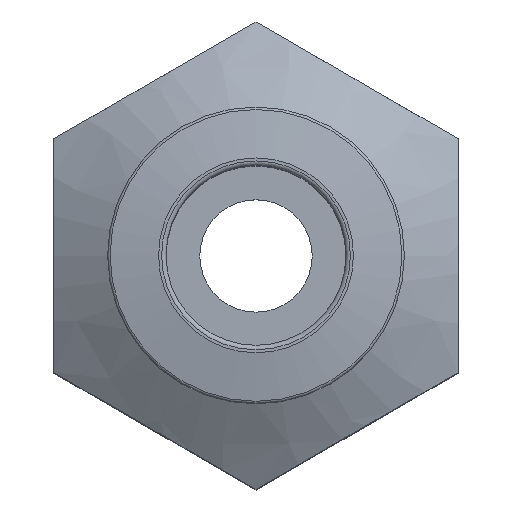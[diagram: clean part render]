
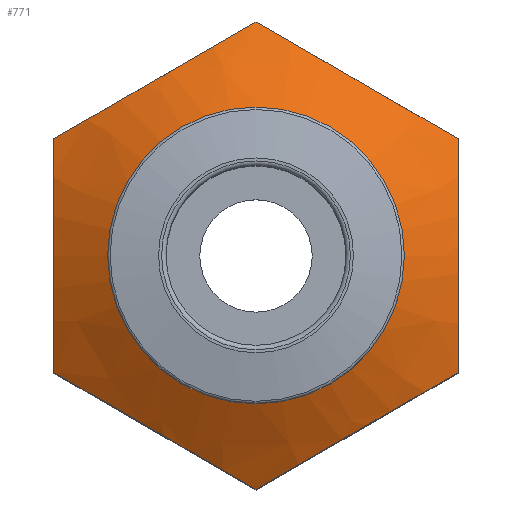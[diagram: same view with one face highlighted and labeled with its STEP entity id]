
A CAD part, top view. The second image highlights one B-rep face of the part: STEP entity #771.
In plain terms, the highlighted conical face has half-angle 60 degrees and reference radius 16.2 mm.
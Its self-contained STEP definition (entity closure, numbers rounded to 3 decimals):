
#135=CIRCLE('',#881,9.9);
#230=ORIENTED_EDGE('',*,*,#395,.T.);
#231=ORIENTED_EDGE('',*,*,#396,.F.);
#232=ORIENTED_EDGE('',*,*,#397,.F.);
#233=ORIENTED_EDGE('',*,*,#398,.F.);
#234=ORIENTED_EDGE('',*,*,#399,.F.);
#235=ORIENTED_EDGE('',*,*,#400,.F.);
#236=ORIENTED_EDGE('',*,*,#401,.F.);
#395=EDGE_CURVE('',#481,#481,#135,.T.);
#396=EDGE_CURVE('',#482,#483,#517,.T.);
#397=EDGE_CURVE('',#484,#482,#518,.T.);
#398=EDGE_CURVE('',#485,#484,#519,.T.);
#399=EDGE_CURVE('',#486,#485,#520,.T.);
#400=EDGE_CURVE('',#487,#486,#521,.T.);
#401=EDGE_CURVE('',#483,#487,#522,.T.);
#481=VERTEX_POINT('',#1361);
#482=VERTEX_POINT('',#1369);
#483=VERTEX_POINT('',#1370);
#484=VERTEX_POINT('',#1378);
#485=VERTEX_POINT('',#1386);
#486=VERTEX_POINT('',#1394);
#487=VERTEX_POINT('',#1402);
#517=B_SPLINE_CURVE_WITH_KNOTS('',3,(#1362,#1363,#1364,#1365,#1366,#1367,
#1368),.UNSPECIFIED.,.F.,.F.,(4,1,1,1,4),(0.017,0.021,
0.025,0.029,0.033),.UNSPECIFIED.);
#518=B_SPLINE_CURVE_WITH_KNOTS('',3,(#1371,#1372,#1373,#1374,#1375,#1376,
#1377),.UNSPECIFIED.,.F.,.F.,(4,1,1,1,4),(0.,0.004,
0.008,0.012,0.016),
 .UNSPECIFIED.);
#519=B_SPLINE_CURVE_WITH_KNOTS('',3,(#1379,#1380,#1381,#1382,#1383,#1384,
#1385),.UNSPECIFIED.,.F.,.F.,(4,1,1,1,4),(0.,0.004,
0.008,0.012,0.016),
 .UNSPECIFIED.);
#520=B_SPLINE_CURVE_WITH_KNOTS('',3,(#1387,#1388,#1389,#1390,#1391,#1392,
#1393),.UNSPECIFIED.,.F.,.F.,(4,1,1,1,4),(0.017,0.021,
0.025,0.029,0.033),.UNSPECIFIED.);
#521=B_SPLINE_CURVE_WITH_KNOTS('',3,(#1395,#1396,#1397,#1398,#1399,#1400,
#1401),.UNSPECIFIED.,.F.,.F.,(4,1,1,1,4),(0.,0.004,
0.008,0.012,0.016),
 .UNSPECIFIED.);
#522=B_SPLINE_CURVE_WITH_KNOTS('',3,(#1403,#1404,#1405,#1406,#1407,#1408,
#1409),.UNSPECIFIED.,.F.,.F.,(4,1,1,1,4),(0.,0.004,
0.008,0.012,0.016),
 .UNSPECIFIED.);
#587=EDGE_LOOP('',(#230));
#588=EDGE_LOOP('',(#231,#232,#233,#234,#235,#236));
#683=FACE_BOUND('',#587,.T.);
#684=FACE_BOUND('',#588,.T.);
#733=CONICAL_SURFACE('',#880,16.2,1.047);
#771=ADVANCED_FACE('',(#683,#684),#733,.T.);
#880=AXIS2_PLACEMENT_3D('',#1359,#1065,#1066);
#881=AXIS2_PLACEMENT_3D('',#1360,#1067,#1068);
#1065=DIRECTION('',(0.,0.,-1.));
#1066=DIRECTION('',(-1.,0.,0.));
#1067=DIRECTION('',(0.,0.,-1.));
#1068=DIRECTION('',(-1.,0.,0.));
#1359=CARTESIAN_POINT('',(0.,0.,38.563));
#1360=CARTESIAN_POINT('',(0.,0.,42.2));
#1361=CARTESIAN_POINT('',(-9.9,0.,42.2));
#1362=CARTESIAN_POINT('',(-13.5,-7.794,38.916));
#1363=CARTESIAN_POINT('',(-13.5,-6.525,39.282));
#1364=CARTESIAN_POINT('',(-13.5,-3.971,39.889));
#1365=CARTESIAN_POINT('',(-13.5,0.002,40.238));
#1366=CARTESIAN_POINT('',(-13.5,3.971,39.888));
#1367=CARTESIAN_POINT('',(-13.5,6.526,39.282));
#1368=CARTESIAN_POINT('',(-13.5,7.794,38.916));
#1369=CARTESIAN_POINT('',(-13.5,-7.794,38.916));
#1370=CARTESIAN_POINT('',(-13.5,7.794,38.916));
#1371=CARTESIAN_POINT('',(0.,-15.588,38.916));
#1372=CARTESIAN_POINT('',(-1.102,-14.952,39.283));
#1373=CARTESIAN_POINT('',(-3.32,-13.672,39.889));
#1374=CARTESIAN_POINT('',(-6.731,-11.702,40.237));
#1375=CARTESIAN_POINT('',(-10.177,-9.713,39.892));
#1376=CARTESIAN_POINT('',(-12.396,-8.431,39.284));
#1377=CARTESIAN_POINT('',(-13.5,-7.794,38.916));
#1378=CARTESIAN_POINT('',(0.,-15.588,38.916));
#1379=CARTESIAN_POINT('',(13.5,-7.794,38.916));
#1380=CARTESIAN_POINT('',(12.398,-8.431,39.283));
#1381=CARTESIAN_POINT('',(10.18,-9.711,39.889));
#1382=CARTESIAN_POINT('',(6.769,-11.681,40.237));
#1383=CARTESIAN_POINT('',(3.323,-13.67,39.892));
#1384=CARTESIAN_POINT('',(1.104,-14.951,39.284));
#1385=CARTESIAN_POINT('',(0.,-15.588,38.916));
#1386=CARTESIAN_POINT('',(13.5,-7.794,38.916));
#1387=CARTESIAN_POINT('',(13.5,7.794,38.916));
#1388=CARTESIAN_POINT('',(13.5,6.525,39.282));
#1389=CARTESIAN_POINT('',(13.5,3.971,39.889));
#1390=CARTESIAN_POINT('',(13.5,-0.002,40.238));
#1391=CARTESIAN_POINT('',(13.5,-3.971,39.888));
#1392=CARTESIAN_POINT('',(13.5,-6.526,39.282));
#1393=CARTESIAN_POINT('',(13.5,-7.794,38.916));
#1394=CARTESIAN_POINT('',(13.5,7.794,38.916));
#1395=CARTESIAN_POINT('',(0.,15.588,38.916));
#1396=CARTESIAN_POINT('',(1.102,14.952,39.283));
#1397=CARTESIAN_POINT('',(3.32,13.672,39.889));
#1398=CARTESIAN_POINT('',(6.731,11.702,40.237));
#1399=CARTESIAN_POINT('',(10.177,9.713,39.892));
#1400=CARTESIAN_POINT('',(12.396,8.431,39.284));
#1401=CARTESIAN_POINT('',(13.5,7.794,38.916));
#1402=CARTESIAN_POINT('',(0.,15.588,38.916));
#1403=CARTESIAN_POINT('',(-13.5,7.794,38.916));
#1404=CARTESIAN_POINT('',(-12.398,8.431,39.283));
#1405=CARTESIAN_POINT('',(-10.18,9.711,39.889));
#1406=CARTESIAN_POINT('',(-6.769,11.681,40.237));
#1407=CARTESIAN_POINT('',(-3.323,13.67,39.892));
#1408=CARTESIAN_POINT('',(-1.104,14.951,39.284));
#1409=CARTESIAN_POINT('',(0.,15.588,38.916));
